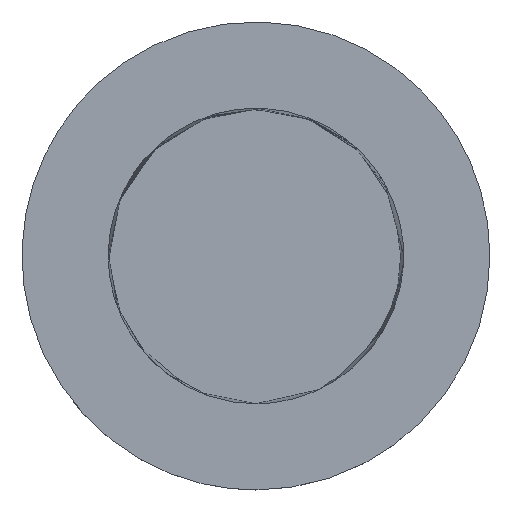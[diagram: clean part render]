
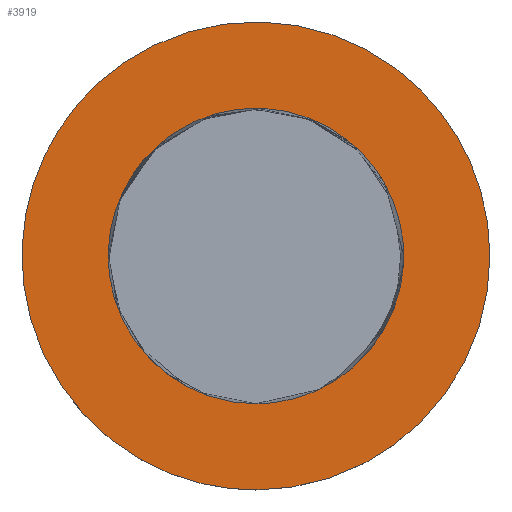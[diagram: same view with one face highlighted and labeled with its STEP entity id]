
A CAD part, top view. The second image highlights one B-rep face of the part: STEP entity #3919.
In plain terms, the highlighted free-form (B-spline) face has degree [1, 1] with [2, 2] control points.
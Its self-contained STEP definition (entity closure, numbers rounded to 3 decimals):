
#3919 = ADVANCED_FACE('',(#3920,#3934),#3948,.F.);
#3920 = FACE_BOUND('',#3921,.T.);
#3921 = EDGE_LOOP('',(#3922));
#3922 = ORIENTED_EDGE('',*,*,#3923,.T.);
#3923 = EDGE_CURVE('',#3924,#3924,#3926,.T.);
#3924 = VERTEX_POINT('',#3925);
#3925 = CARTESIAN_POINT('',(0.,-48.494,
    316.935));
#3926 = ( BOUNDED_CURVE() B_SPLINE_CURVE(2,(#3927,#3928,#3929,#3930,
#3931,#3932,#3933),.UNSPECIFIED.,.T.,.F.) B_SPLINE_CURVE_WITH_KNOTS((3,2
    ,2,3),(3.142,5.236,7.33,9.425),
.PIECEWISE_BEZIER_KNOTS.) CURVE() GEOMETRIC_REPRESENTATION_ITEM() 
RATIONAL_B_SPLINE_CURVE((1.,0.5,1.,0.5,1.,0.5,1.)) REPRESENTATION_ITEM(
  '') );
#3927 = CARTESIAN_POINT('',(0.,-48.494,
    316.935));
#3928 = CARTESIAN_POINT('',(83.993,-48.494,
    316.935));
#3929 = CARTESIAN_POINT('',(41.997,24.247,
    316.935));
#3930 = CARTESIAN_POINT('',(0.,96.987,
    316.935));
#3931 = CARTESIAN_POINT('',(-41.997,24.247,
    316.935));
#3932 = CARTESIAN_POINT('',(-83.993,-48.494,
    316.935));
#3933 = CARTESIAN_POINT('',(0.,-48.494,
    316.935));
#3934 = FACE_BOUND('',#3935,.T.);
#3935 = EDGE_LOOP('',(#3936));
#3936 = ORIENTED_EDGE('',*,*,#3937,.T.);
#3937 = EDGE_CURVE('',#3938,#3938,#3940,.T.);
#3938 = VERTEX_POINT('',#3939);
#3939 = CARTESIAN_POINT('',(0.,-30.627,
    316.935));
#3940 = ( BOUNDED_CURVE() B_SPLINE_CURVE(2,(#3941,#3942,#3943,#3944,
#3945,#3946,#3947),.UNSPECIFIED.,.T.,.F.) B_SPLINE_CURVE_WITH_KNOTS((3,2
    ,2,3),(3.142,5.236,7.33,9.425),
.PIECEWISE_BEZIER_KNOTS.) CURVE() GEOMETRIC_REPRESENTATION_ITEM() 
RATIONAL_B_SPLINE_CURVE((1.,0.5,1.,0.5,1.,0.5,1.)) REPRESENTATION_ITEM(
  '') );
#3941 = CARTESIAN_POINT('',(0.,-30.627,
    316.935));
#3942 = CARTESIAN_POINT('',(-53.047,-30.627,
    316.935));
#3943 = CARTESIAN_POINT('',(-26.523,15.313,
    316.935));
#3944 = CARTESIAN_POINT('',(0.,61.253,
    316.935));
#3945 = CARTESIAN_POINT('',(26.523,15.313,
    316.935));
#3946 = CARTESIAN_POINT('',(53.047,-30.627,
    316.935));
#3947 = CARTESIAN_POINT('',(0.,-30.627,
    316.935));
#3948 = B_SPLINE_SURFACE_WITH_KNOTS('',1,1,(
    (#3949,#3950)
    ,(#3951,#3952
    )),.UNSPECIFIED.,.F.,.F.,.F.,(2,2),(2,2),(-37.997,37.997),(
    -62.994,13.),.PIECEWISE_BEZIER_KNOTS.);
#3949 = CARTESIAN_POINT('',(48.494,-48.494,
    316.935));
#3950 = CARTESIAN_POINT('',(48.494,48.494,
    316.935));
#3951 = CARTESIAN_POINT('',(-48.494,-48.494,
    316.935));
#3952 = CARTESIAN_POINT('',(-48.494,48.494,
    316.935));
